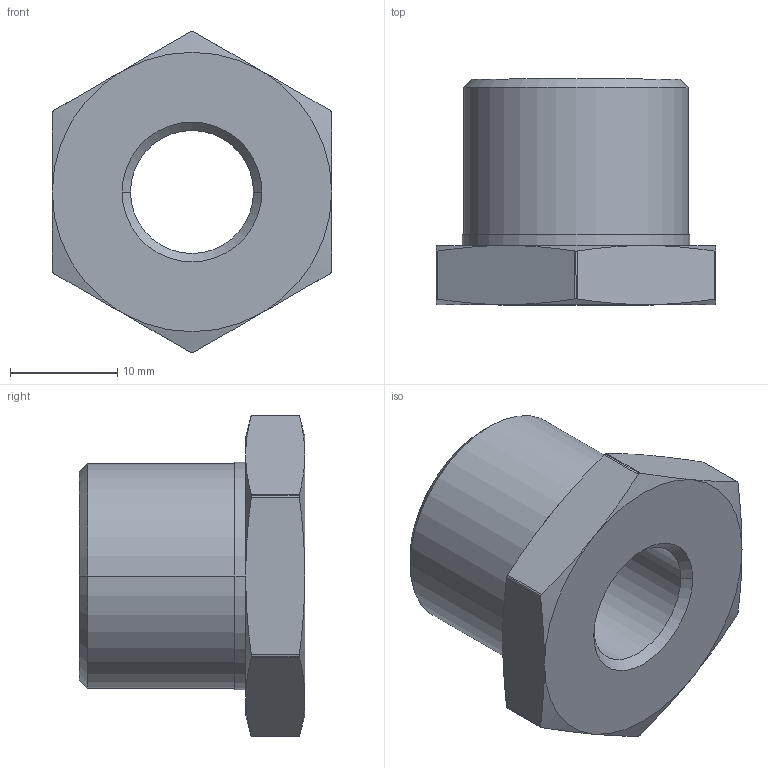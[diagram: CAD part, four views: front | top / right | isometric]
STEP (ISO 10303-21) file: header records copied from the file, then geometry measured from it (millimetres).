
FILE_DESCRIPTION (( 'STEP AP214' ), '1' );
FILE_NAME ('heco_RS-012-014-I.STEP', '2017-05-08T08:46:15', ( '' ), ( '' ), 'SwSTEP 2.0', 'SolidWorks 2016', '' );
FILE_SCHEMA (( 'AUTOMOTIVE_DESIGN' ));
Length unit declared in the file: millimetre
Products named in the file (1): heco_RS-012-014-I
Bounding box: 26 x 21 x 29.93 mm (x, y, z)
Volume: 5892.1 mm3; surface area: 3230.1 mm2
Topology: 1 solids, 1 shells, 225 faces, 574 edges, 376 vertices
Faces by surface type: plane 106, bspline 79, cylinder 20, cone 20
Entity records: 13023 total; most frequent: CARTESIAN_POINT 6311, ORIENTED_EDGE 1148, DIRECTION 698, EDGE_CURVE 574, VERTEX_POINT 376, LINE 332, VECTOR 332, EDGE_LOOP 252
